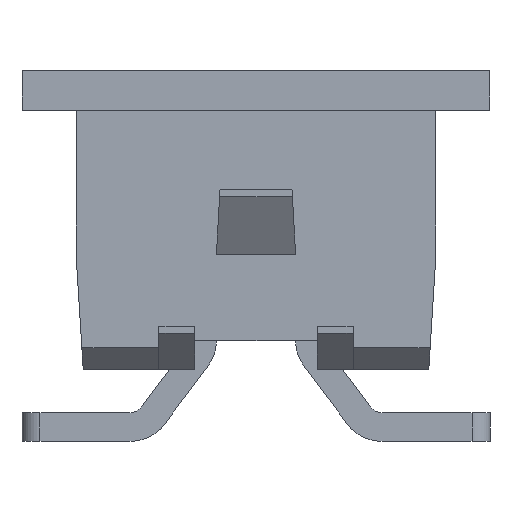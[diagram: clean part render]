
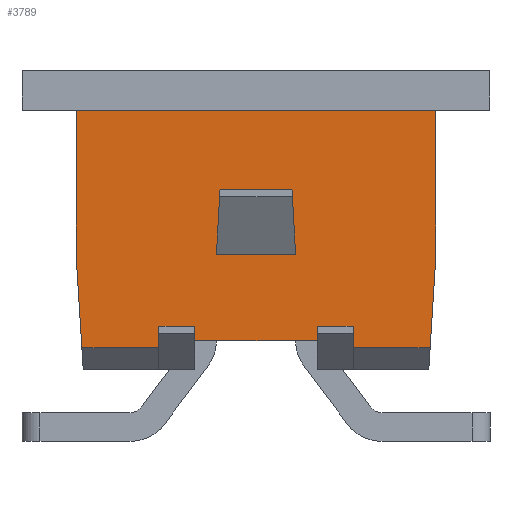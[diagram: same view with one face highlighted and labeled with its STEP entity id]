
A CAD part, left-side view. The second image highlights one B-rep face of the part: STEP entity #3789.
In plain terms, the highlighted planar face has unit normal (-1, 0, 0).
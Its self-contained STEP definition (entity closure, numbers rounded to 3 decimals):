
#223=ORIENTED_EDGE('',*,*,#1303,.T.);
#224=ORIENTED_EDGE('',*,*,#1283,.T.);
#225=ORIENTED_EDGE('',*,*,#1304,.F.);
#226=ORIENTED_EDGE('',*,*,#1291,.F.);
#227=ORIENTED_EDGE('',*,*,#1305,.T.);
#228=ORIENTED_EDGE('',*,*,#1306,.T.);
#229=ORIENTED_EDGE('',*,*,#1307,.F.);
#230=ORIENTED_EDGE('',*,*,#1308,.T.);
#231=ORIENTED_EDGE('',*,*,#1309,.F.);
#232=ORIENTED_EDGE('',*,*,#1310,.F.);
#233=ORIENTED_EDGE('',*,*,#1311,.T.);
#234=ORIENTED_EDGE('',*,*,#1312,.T.);
#235=ORIENTED_EDGE('',*,*,#1313,.F.);
#236=ORIENTED_EDGE('',*,*,#1314,.F.);
#237=ORIENTED_EDGE('',*,*,#1315,.F.);
#238=ORIENTED_EDGE('',*,*,#1316,.T.);
#239=ORIENTED_EDGE('',*,*,#1317,.T.);
#240=ORIENTED_EDGE('',*,*,#1318,.T.);
#1283=EDGE_CURVE('',#1819,#1820,#2195,.T.);
#1291=EDGE_CURVE('',#1825,#1826,#2203,.T.);
#1303=EDGE_CURVE('',#1825,#1819,#2215,.T.);
#1304=EDGE_CURVE('',#1826,#1820,#2216,.T.);
#1305=EDGE_CURVE('',#1835,#1836,#2217,.T.);
#1306=EDGE_CURVE('',#1836,#1837,#2218,.T.);
#1307=EDGE_CURVE('',#1838,#1837,#2219,.T.);
#1308=EDGE_CURVE('',#1838,#1839,#2220,.T.);
#1309=EDGE_CURVE('',#1840,#1839,#2221,.T.);
#1310=EDGE_CURVE('',#1841,#1840,#2222,.T.);
#1311=EDGE_CURVE('',#1841,#1842,#2223,.T.);
#1312=EDGE_CURVE('',#1842,#1843,#2224,.T.);
#1313=EDGE_CURVE('',#1844,#1843,#2225,.T.);
#1314=EDGE_CURVE('',#1845,#1844,#2226,.T.);
#1315=EDGE_CURVE('',#1846,#1845,#2227,.T.);
#1316=EDGE_CURVE('',#1846,#1847,#2228,.T.);
#1317=EDGE_CURVE('',#1847,#1848,#2229,.T.);
#1318=EDGE_CURVE('',#1848,#1835,#2230,.T.);
#1819=VERTEX_POINT('',#5385);
#1820=VERTEX_POINT('',#5386);
#1825=VERTEX_POINT('',#5400);
#1826=VERTEX_POINT('',#5402);
#1835=VERTEX_POINT('',#5429);
#1836=VERTEX_POINT('',#5430);
#1837=VERTEX_POINT('',#5432);
#1838=VERTEX_POINT('',#5434);
#1839=VERTEX_POINT('',#5436);
#1840=VERTEX_POINT('',#5438);
#1841=VERTEX_POINT('',#5440);
#1842=VERTEX_POINT('',#5442);
#1843=VERTEX_POINT('',#5444);
#1844=VERTEX_POINT('',#5446);
#1845=VERTEX_POINT('',#5448);
#1846=VERTEX_POINT('',#5450);
#1847=VERTEX_POINT('',#5452);
#1848=VERTEX_POINT('',#5454);
#2195=LINE('',#5384,#2717);
#2203=LINE('',#5401,#2725);
#2215=LINE('',#5426,#2737);
#2216=LINE('',#5427,#2738);
#2217=LINE('',#5428,#2739);
#2218=LINE('',#5431,#2740);
#2219=LINE('',#5433,#2741);
#2220=LINE('',#5435,#2742);
#2221=LINE('',#5437,#2743);
#2222=LINE('',#5439,#2744);
#2223=LINE('',#5441,#2745);
#2224=LINE('',#5443,#2746);
#2225=LINE('',#5445,#2747);
#2226=LINE('',#5447,#2748);
#2227=LINE('',#5449,#2749);
#2228=LINE('',#5451,#2750);
#2229=LINE('',#5453,#2751);
#2230=LINE('',#5455,#2752);
#2717=VECTOR('',#4356,1000.);
#2725=VECTOR('',#4368,1000.);
#2737=VECTOR('',#4388,1000.);
#2738=VECTOR('',#4389,1000.);
#2739=VECTOR('',#4390,1000.);
#2740=VECTOR('',#4391,1000.);
#2741=VECTOR('',#4392,1000.);
#2742=VECTOR('',#4393,1000.);
#2743=VECTOR('',#4394,1000.);
#2744=VECTOR('',#4395,1000.);
#2745=VECTOR('',#4396,1000.);
#2746=VECTOR('',#4397,1000.);
#2747=VECTOR('',#4398,1000.);
#2748=VECTOR('',#4399,1000.);
#2749=VECTOR('',#4400,1000.);
#2750=VECTOR('',#4401,1000.);
#2751=VECTOR('',#4402,1000.);
#2752=VECTOR('',#4403,1000.);
#3185=EDGE_LOOP('',(#223,#224,#225,#226));
#3186=EDGE_LOOP('',(#227,#228,#229,#230,#231,#232,#233,#234,#235,#236,#237,
#238,#239,#240));
#3397=FACE_BOUND('',#3185,.T.);
#3398=FACE_BOUND('',#3186,.T.);
#3609=PLANE('',#4021);
#3789=ADVANCED_FACE('',(#3397,#3398),#3609,.F.);
#4021=AXIS2_PLACEMENT_3D('',#5425,#4386,#4387);
#4356=DIRECTION('',(0.,1.,0.));
#4368=DIRECTION('',(0.,1.,0.));
#4386=DIRECTION('',(1.,0.,0.));
#4387=DIRECTION('',(0.,0.,-1.));
#4388=DIRECTION('',(0.,-0.055,-0.998));
#4389=DIRECTION('',(0.,0.055,-0.998));
#4390=DIRECTION('',(0.,0.,1.));
#4391=DIRECTION('',(0.,-1.,0.));
#4392=DIRECTION('',(0.,0.,1.));
#4393=DIRECTION('',(0.,-1.,0.));
#4394=DIRECTION('',(0.,0.,-1.));
#4395=DIRECTION('',(0.,1.,0.));
#4396=DIRECTION('',(0.,0.,-1.));
#4397=DIRECTION('',(0.,-1.,0.));
#4398=DIRECTION('',(0.,0.062,-0.998));
#4399=DIRECTION('',(0.,0.,-1.));
#4400=DIRECTION('',(0.,-1.,0.));
#4401=DIRECTION('',(0.,0.,-1.));
#4402=DIRECTION('',(0.,-0.062,-0.998));
#4403=DIRECTION('',(0.,-1.,0.));
#5384=CARTESIAN_POINT('',(-6.095,-0.55,1.6));
#5385=CARTESIAN_POINT('',(-6.095,-0.55,1.6));
#5386=CARTESIAN_POINT('',(-6.095,0.55,1.6));
#5400=CARTESIAN_POINT('',(-6.095,-0.5,2.5));
#5401=CARTESIAN_POINT('',(-6.095,-0.55,2.5));
#5402=CARTESIAN_POINT('',(-6.095,0.5,2.5));
#5425=CARTESIAN_POINT('',(-6.095,2.5,3.6));
#5426=CARTESIAN_POINT('',(-6.095,-0.5,2.5));
#5427=CARTESIAN_POINT('',(-6.095,0.5,2.5));
#5428=CARTESIAN_POINT('',(-6.095,1.35,0.3));
#5429=CARTESIAN_POINT('',(-6.095,1.35,0.3));
#5430=CARTESIAN_POINT('',(-6.095,1.35,0.6));
#5431=CARTESIAN_POINT('',(-6.095,1.35,0.6));
#5432=CARTESIAN_POINT('',(-6.095,0.85,0.6));
#5433=CARTESIAN_POINT('',(-6.095,0.85,0.3));
#5434=CARTESIAN_POINT('',(-6.095,0.85,0.4));
#5435=CARTESIAN_POINT('',(-6.095,2.5,0.4));
#5436=CARTESIAN_POINT('',(-6.095,-0.85,0.4));
#5437=CARTESIAN_POINT('',(-6.095,-0.85,0.6));
#5438=CARTESIAN_POINT('',(-6.095,-0.85,0.6));
#5439=CARTESIAN_POINT('',(-6.095,-1.35,0.6));
#5440=CARTESIAN_POINT('',(-6.095,-1.35,0.6));
#5441=CARTESIAN_POINT('',(-6.095,-1.35,0.6));
#5442=CARTESIAN_POINT('',(-6.095,-1.35,0.3));
#5443=CARTESIAN_POINT('',(-6.095,2.5,0.3));
#5444=CARTESIAN_POINT('',(-6.095,-2.419,0.3));
#5445=CARTESIAN_POINT('',(-6.095,-2.605,3.281));
#5446=CARTESIAN_POINT('',(-6.095,-2.5,1.6));
#5447=CARTESIAN_POINT('',(-6.095,-2.5,3.6));
#5448=CARTESIAN_POINT('',(-6.095,-2.5,3.6));
#5449=CARTESIAN_POINT('',(-6.095,2.5,3.6));
#5450=CARTESIAN_POINT('',(-6.095,2.5,3.6));
#5451=CARTESIAN_POINT('',(-6.095,2.5,3.6));
#5452=CARTESIAN_POINT('',(-6.095,2.5,1.6));
#5453=CARTESIAN_POINT('',(-6.095,2.625,3.592));
#5454=CARTESIAN_POINT('',(-6.095,2.419,0.3));
#5455=CARTESIAN_POINT('',(-6.095,2.5,0.3));
